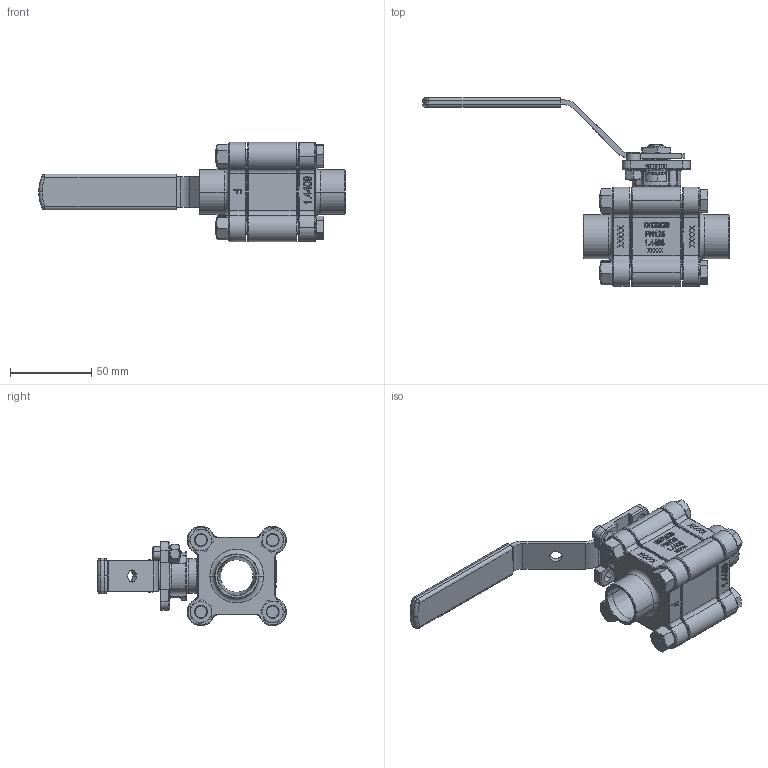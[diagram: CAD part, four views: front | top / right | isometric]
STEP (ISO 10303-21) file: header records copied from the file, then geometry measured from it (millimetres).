
FILE_DESCRIPTION (( 'STEP AP214' ), '1' );
FILE_NAME ('2714D.702R Typ A27D DN20 FB ISO BW.STEP', '2019-07-16T08:04:24', ( '' ), ( '' ), 'SwSTEP 2.0', 'SolidWorks 2017', '' );
FILE_SCHEMA (( 'AUTOMOTIVE_DESIGN' ));
Length unit declared in the file: millimetre
Products named in the file (1): 2714D.702R Typ A27D DN20 FB ISO BW
Bounding box: 189 x 116.43 x 61.19 mm (x, y, z)
Volume: 151930.3 mm3; surface area: 83321.2 mm2
Topology: 24 solids, 24 shells, 1351 faces, 3643 edges, 2384 vertices
Faces by surface type: plane 461, cylinder 365, cone 192, torus 169, bspline 158, sphere 6
Entity records: 68233 total; most frequent: CARTESIAN_POINT 20303, ORIENTED_EDGE 7178, DIRECTION 6369, EDGE_CURVE 3589, VERTEX_POINT 2384, AXIS2_PLACEMENT_3D 2382, LINE 1605, VECTOR 1605
